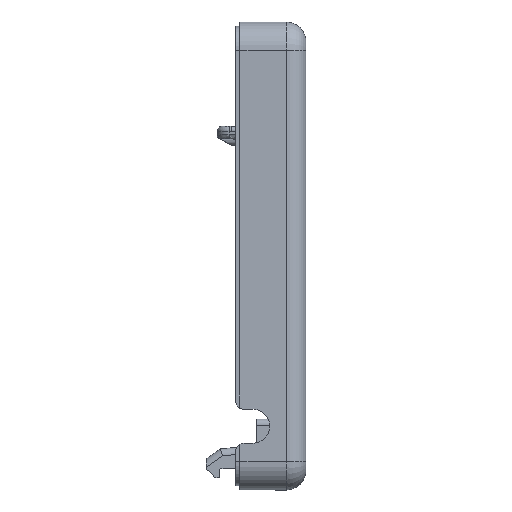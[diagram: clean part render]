
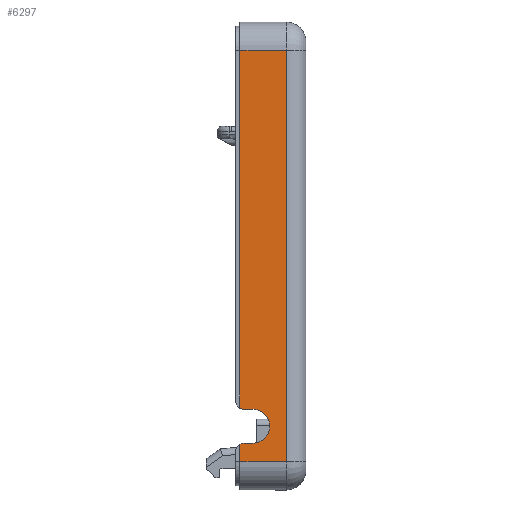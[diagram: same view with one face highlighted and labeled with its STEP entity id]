
A CAD part, left-side view. The second image highlights one B-rep face of the part: STEP entity #6297.
In plain terms, the highlighted planar face has unit normal (-1, 0, 0).
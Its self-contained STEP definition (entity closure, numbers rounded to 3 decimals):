
#285 = VECTOR ( 'NONE', #4407, 1000. ) ;
#619 = ORIENTED_EDGE ( 'NONE', *, *, #19564, .T. ) ;
#1144 = CIRCLE ( 'NONE', #3764, 1.2 ) ;
#1171 = CARTESIAN_POINT ( 'NONE',  ( -18., 4.955, -14.5 ) ) ;
#1291 = CARTESIAN_POINT ( 'NONE',  ( -18., 3.755, -13.2 ) ) ;
#1741 = CARTESIAN_POINT ( 'NONE',  ( -18., 4.955, -16.5 ) ) ;
#1751 = ORIENTED_EDGE ( 'NONE', *, *, #18947, .T. ) ;
#2175 = LINE ( 'NONE', #33095, #16128 ) ;
#3720 = CARTESIAN_POINT ( 'NONE',  ( -18., 3.755, -12. ) ) ;
#3764 = AXIS2_PLACEMENT_3D ( 'NONE', #3720, #25938, #6941 ) ;
#4195 = CARTESIAN_POINT ( 'NONE',  ( -18., 4.655, -10.72 ) ) ;
#4407 = DIRECTION ( 'NONE',  ( 0., 0., 1. ) ) ;
#4952 = PLANE ( 'NONE',  #18645 ) ;
#6297 = ADVANCED_FACE ( 'NONE', ( #11560 ), #4952, .F. ) ;
#6941 = DIRECTION ( 'NONE',  ( 0., 0., 1. ) ) ;
#7764 = DIRECTION ( 'NONE',  ( -1., 0., 0. ) ) ;
#8126 = CARTESIAN_POINT ( 'NONE',  ( -18., 4.655, -13.28 ) ) ;
#8128 = DIRECTION ( 'NONE',  ( 0., 0., -1. ) ) ;
#8401 = VERTEX_POINT ( 'NONE', #8126 ) ;
#10381 = DIRECTION ( 'NONE',  ( 0., -1., 0. ) ) ;
#10389 = EDGE_CURVE ( 'NONE', #29899, #39557, #40528, .T. ) ;
#10889 = DIRECTION ( 'NONE',  ( 0., 1., 0. ) ) ;
#11560 = FACE_OUTER_BOUND ( 'NONE', #26335, .T. ) ;
#11637 = EDGE_CURVE ( 'NONE', #39706, #32247, #25780, .T. ) ;
#12292 = VECTOR ( 'NONE', #10381, 1000. ) ;
#12875 = ORIENTED_EDGE ( 'NONE', *, *, #28558, .F. ) ;
#14497 = CIRCLE ( 'NONE', #38950, 0.6 ) ;
#14669 = DIRECTION ( 'NONE',  ( -1., 0., 0. ) ) ;
#15580 = VECTOR ( 'NONE', #22213, 1000. ) ;
#16128 = VECTOR ( 'NONE', #10889, 1000. ) ;
#16934 = VECTOR ( 'NONE', #32980, 1000. ) ;
#17705 = AXIS2_PLACEMENT_3D ( 'NONE', #33704, #14669, #36899 ) ;
#18068 = EDGE_CURVE ( 'NONE', #31038, #39706, #23988, .T. ) ;
#18645 = AXIS2_PLACEMENT_3D ( 'NONE', #1741, #33408, #8128 ) ;
#18947 = EDGE_CURVE ( 'NONE', #40509, #8401, #14497, .T. ) ;
#19047 = CARTESIAN_POINT ( 'NONE',  ( -18., 4.655, 14.5 ) ) ;
#19564 = EDGE_CURVE ( 'NONE', #32807, #29899, #40250, .T. ) ;
#20166 = CARTESIAN_POINT ( 'NONE',  ( -18., 1.4, -16.5 ) ) ;
#21203 = ORIENTED_EDGE ( 'NONE', *, *, #10389, .T. ) ;
#21770 = EDGE_CURVE ( 'NONE', #40509, #30624, #30149, .T. ) ;
#21904 = CARTESIAN_POINT ( 'NONE',  ( -18., 4.955, 14.5 ) ) ;
#22072 = VECTOR ( 'NONE', #22457, 1000. ) ;
#22213 = DIRECTION ( 'NONE',  ( 0., 0., -1. ) ) ;
#22457 = DIRECTION ( 'NONE',  ( 0., 0., -1. ) ) ;
#22828 = CARTESIAN_POINT ( 'NONE',  ( -18., 4.655, -14.5 ) ) ;
#23988 = LINE ( 'NONE', #19047, #15580 ) ;
#24149 = ORIENTED_EDGE ( 'NONE', *, *, #39373, .F. ) ;
#24323 = ORIENTED_EDGE ( 'NONE', *, *, #27349, .T. ) ;
#24694 = ORIENTED_EDGE ( 'NONE', *, *, #18068, .T. ) ;
#25391 = ORIENTED_EDGE ( 'NONE', *, *, #11637, .T. ) ;
#25704 = CARTESIAN_POINT ( 'NONE',  ( -18., 4.655, 14.5 ) ) ;
#25780 = CIRCLE ( 'NONE', #17705, 0.6 ) ;
#25938 = DIRECTION ( 'NONE',  ( -1., 0., 0. ) ) ;
#26335 = EDGE_LOOP ( 'NONE', ( #24323, #24694, #25391, #24149, #12875, #35124, #1751, #38552, #619, #21203 ) ) ;
#26790 = CARTESIAN_POINT ( 'NONE',  ( -18., 4.355, -13.8 ) ) ;
#27255 = CARTESIAN_POINT ( 'NONE',  ( -18., 4.355, -10.8 ) ) ;
#27349 = EDGE_CURVE ( 'NONE', #39557, #31038, #37544, .T. ) ;
#28558 = EDGE_CURVE ( 'NONE', #30624, #28926, #1144, .T. ) ;
#28926 = VERTEX_POINT ( 'NONE', #34396 ) ;
#29078 = VECTOR ( 'NONE', #37919, 1000. ) ;
#29899 = VERTEX_POINT ( 'NONE', #36792 ) ;
#29953 = DIRECTION ( 'NONE',  ( 0., 0., -1. ) ) ;
#30149 = LINE ( 'NONE', #35793, #12292 ) ;
#30543 = LINE ( 'NONE', #35171, #22072 ) ;
#30624 = VERTEX_POINT ( 'NONE', #1291 ) ;
#30977 = EDGE_CURVE ( 'NONE', #8401, #32807, #30543, .T. ) ;
#31038 = VERTEX_POINT ( 'NONE', #25704 ) ;
#31268 = CARTESIAN_POINT ( 'NONE',  ( -18., 1.4, 14.5 ) ) ;
#32247 = VERTEX_POINT ( 'NONE', #27255 ) ;
#32807 = VERTEX_POINT ( 'NONE', #22828 ) ;
#32980 = DIRECTION ( 'NONE',  ( 0., -1., 0. ) ) ;
#33095 = CARTESIAN_POINT ( 'NONE',  ( -18., 4.955, -10.8 ) ) ;
#33408 = DIRECTION ( 'NONE',  ( 1., 0., 0. ) ) ;
#33704 = CARTESIAN_POINT ( 'NONE',  ( -18., 4.355, -10.2 ) ) ;
#34396 = CARTESIAN_POINT ( 'NONE',  ( -18., 3.755, -10.8 ) ) ;
#35124 = ORIENTED_EDGE ( 'NONE', *, *, #21770, .F. ) ;
#35171 = CARTESIAN_POINT ( 'NONE',  ( -18., 4.655, 14.5 ) ) ;
#35793 = CARTESIAN_POINT ( 'NONE',  ( -18., 3.755, -13.2 ) ) ;
#36363 = CARTESIAN_POINT ( 'NONE',  ( -18., 4.355, -13.2 ) ) ;
#36792 = CARTESIAN_POINT ( 'NONE',  ( -18., 1.4, -14.5 ) ) ;
#36899 = DIRECTION ( 'NONE',  ( 0., 0., -1. ) ) ;
#37544 = LINE ( 'NONE', #21904, #29078 ) ;
#37919 = DIRECTION ( 'NONE',  ( 0., 1., 0. ) ) ;
#38552 = ORIENTED_EDGE ( 'NONE', *, *, #30977, .T. ) ;
#38950 = AXIS2_PLACEMENT_3D ( 'NONE', #26790, #7764, #29953 ) ;
#39373 = EDGE_CURVE ( 'NONE', #28926, #32247, #2175, .T. ) ;
#39557 = VERTEX_POINT ( 'NONE', #31268 ) ;
#39706 = VERTEX_POINT ( 'NONE', #4195 ) ;
#40250 = LINE ( 'NONE', #1171, #16934 ) ;
#40509 = VERTEX_POINT ( 'NONE', #36363 ) ;
#40528 = LINE ( 'NONE', #20166, #285 ) ;
